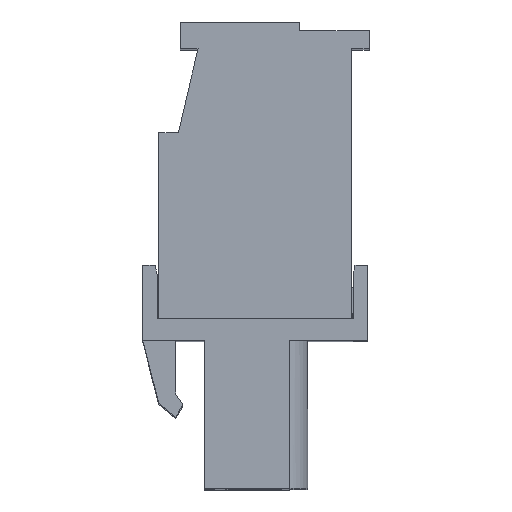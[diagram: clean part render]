
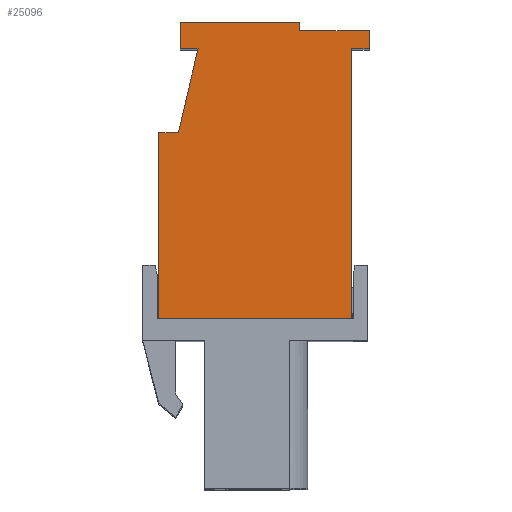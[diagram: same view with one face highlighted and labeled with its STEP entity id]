
A CAD part, top view. The second image highlights one B-rep face of the part: STEP entity #25096.
In plain terms, the highlighted planar face has unit normal (0, 0, 1).
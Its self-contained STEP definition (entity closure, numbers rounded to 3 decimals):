
#23676=CARTESIAN_POINT('',(-4.944,1.145,36.661));
#23677=VERTEX_POINT('',#23676);
#23687=CARTESIAN_POINT('',(-4.944,10.667,36.661));
#23688=VERTEX_POINT('',#23687);
#23689=CARTESIAN_POINT('',(-4.944,1.145,36.661));
#23690=CARTESIAN_POINT('',(-4.944,3.049,36.661));
#23691=CARTESIAN_POINT('',(-4.944,4.953,36.661));
#23692=CARTESIAN_POINT('',(-4.944,6.858,36.661));
#23693=CARTESIAN_POINT('',(-4.944,8.762,36.661));
#23694=CARTESIAN_POINT('',(-4.944,10.667,36.661));
#23695=B_SPLINE_CURVE_WITH_KNOTS('',5,(#23689,#23690,#23691,#23692,#23693,#23694),.UNSPECIFIED.,.F.,.U.,(6,6),(0.,10.4),.UNSPECIFIED.);
#23696=EDGE_CURVE('',#23677,#23688,#23695,.T.);
#23980=CARTESIAN_POINT('',(4.944,14.97,36.661));
#23981=VERTEX_POINT('',#23980);
#23991=CARTESIAN_POINT('',(4.944,1.145,36.661));
#23992=VERTEX_POINT('',#23991);
#23993=CARTESIAN_POINT('',(4.944,14.97,36.661));
#23994=CARTESIAN_POINT('',(4.944,12.205,36.661));
#23995=CARTESIAN_POINT('',(4.944,9.44,36.661));
#23996=CARTESIAN_POINT('',(4.944,6.675,36.661));
#23997=CARTESIAN_POINT('',(4.944,3.91,36.661));
#23998=CARTESIAN_POINT('',(4.944,1.145,36.661));
#23999=B_SPLINE_CURVE_WITH_KNOTS('',5,(#23993,#23994,#23995,#23996,#23997,#23998),.UNSPECIFIED.,.F.,.U.,(6,6),(0.,15.1),.UNSPECIFIED.);
#24000=EDGE_CURVE('',#23981,#23992,#23999,.T.);
#24153=CARTESIAN_POINT('',(-3.937,10.667,36.661));
#24154=VERTEX_POINT('',#24153);
#24155=CARTESIAN_POINT('',(-4.944,10.667,36.661));
#24156=CARTESIAN_POINT('',(-4.743,10.667,36.661));
#24157=CARTESIAN_POINT('',(-4.541,10.667,36.661));
#24158=CARTESIAN_POINT('',(-4.34,10.667,36.661));
#24159=CARTESIAN_POINT('',(-4.139,10.667,36.661));
#24160=CARTESIAN_POINT('',(-3.937,10.667,36.661));
#24161=B_SPLINE_CURVE_WITH_KNOTS('',5,(#24155,#24156,#24157,#24158,#24159,#24160),.UNSPECIFIED.,.F.,.U.,(6,6),(0.,1.1),.UNSPECIFIED.);
#24162=EDGE_CURVE('',#23688,#24154,#24161,.T.);
#24183=CARTESIAN_POINT('',(-2.93,14.97,36.661));
#24184=VERTEX_POINT('',#24183);
#24185=CARTESIAN_POINT('',(-3.937,10.667,36.661));
#24186=CARTESIAN_POINT('',(-3.736,11.528,36.661));
#24187=CARTESIAN_POINT('',(-3.534,12.388,36.661));
#24188=CARTESIAN_POINT('',(-3.333,13.249,36.661));
#24189=CARTESIAN_POINT('',(-3.131,14.11,36.661));
#24190=CARTESIAN_POINT('',(-2.93,14.97,36.661));
#24191=B_SPLINE_CURVE_WITH_KNOTS('',5,(#24185,#24186,#24187,#24188,#24189,#24190),.UNSPECIFIED.,.F.,.U.,(6,6),(0.,4.827),.UNSPECIFIED.);
#24192=EDGE_CURVE('',#24154,#24184,#24191,.T.);
#24213=CARTESIAN_POINT('',(-3.846,14.97,36.661));
#24214=VERTEX_POINT('',#24213);
#24215=CARTESIAN_POINT('',(-2.93,14.97,36.661));
#24216=CARTESIAN_POINT('',(-3.113,14.97,36.661));
#24217=CARTESIAN_POINT('',(-3.296,14.97,36.661));
#24218=CARTESIAN_POINT('',(-3.479,14.97,36.661));
#24219=CARTESIAN_POINT('',(-3.662,14.97,36.661));
#24220=CARTESIAN_POINT('',(-3.846,14.97,36.661));
#24221=B_SPLINE_CURVE_WITH_KNOTS('',5,(#24215,#24216,#24217,#24218,#24219,#24220),.UNSPECIFIED.,.F.,.U.,(6,6),(0.,1.),.UNSPECIFIED.);
#24222=EDGE_CURVE('',#24184,#24214,#24221,.T.);
#24243=CARTESIAN_POINT('',(-3.846,16.344,36.661));
#24244=VERTEX_POINT('',#24243);
#24245=CARTESIAN_POINT('',(-3.846,14.97,36.661));
#24246=CARTESIAN_POINT('',(-3.846,15.245,36.661));
#24247=CARTESIAN_POINT('',(-3.846,15.52,36.661));
#24248=CARTESIAN_POINT('',(-3.846,15.794,36.661));
#24249=CARTESIAN_POINT('',(-3.846,16.069,36.661));
#24250=CARTESIAN_POINT('',(-3.846,16.344,36.661));
#24251=B_SPLINE_CURVE_WITH_KNOTS('',5,(#24245,#24246,#24247,#24248,#24249,#24250),.UNSPECIFIED.,.F.,.U.,(6,6),(0.,1.5),.UNSPECIFIED.);
#24252=EDGE_CURVE('',#24214,#24244,#24251,.T.);
#24273=CARTESIAN_POINT('',(2.289,16.344,36.661));
#24274=VERTEX_POINT('',#24273);
#24275=CARTESIAN_POINT('',(-3.846,16.344,36.661));
#24276=CARTESIAN_POINT('',(-2.619,16.344,36.661));
#24277=CARTESIAN_POINT('',(-1.392,16.344,36.661));
#24278=CARTESIAN_POINT('',(-0.165,16.344,36.661));
#24279=CARTESIAN_POINT('',(1.062,16.344,36.661));
#24280=CARTESIAN_POINT('',(2.289,16.344,36.661));
#24281=B_SPLINE_CURVE_WITH_KNOTS('',5,(#24275,#24276,#24277,#24278,#24279,#24280),.UNSPECIFIED.,.F.,.U.,(6,6),(0.,6.7),.UNSPECIFIED.);
#24282=EDGE_CURVE('',#24244,#24274,#24281,.T.);
#24529=CARTESIAN_POINT('',(2.289,15.886,36.661));
#24530=VERTEX_POINT('',#24529);
#24531=CARTESIAN_POINT('',(2.289,16.344,36.661));
#24532=CARTESIAN_POINT('',(2.289,16.252,36.661));
#24533=CARTESIAN_POINT('',(2.289,16.161,36.661));
#24534=CARTESIAN_POINT('',(2.289,16.069,36.661));
#24535=CARTESIAN_POINT('',(2.289,15.977,36.661));
#24536=CARTESIAN_POINT('',(2.289,15.886,36.661));
#24537=B_SPLINE_CURVE_WITH_KNOTS('',5,(#24531,#24532,#24533,#24534,#24535,#24536),.UNSPECIFIED.,.F.,.U.,(6,6),(0.,0.5),.UNSPECIFIED.);
#24538=EDGE_CURVE('',#24274,#24530,#24537,.T.);
#24559=CARTESIAN_POINT('',(5.86,15.886,36.661));
#24560=VERTEX_POINT('',#24559);
#24561=CARTESIAN_POINT('',(2.289,15.886,36.661));
#24562=CARTESIAN_POINT('',(3.003,15.886,36.661));
#24563=CARTESIAN_POINT('',(3.717,15.886,36.661));
#24564=CARTESIAN_POINT('',(4.432,15.886,36.661));
#24565=CARTESIAN_POINT('',(5.146,15.886,36.661));
#24566=CARTESIAN_POINT('',(5.86,15.886,36.661));
#24567=B_SPLINE_CURVE_WITH_KNOTS('',5,(#24561,#24562,#24563,#24564,#24565,#24566),.UNSPECIFIED.,.F.,.U.,(6,6),(0.,3.9),.UNSPECIFIED.);
#24568=EDGE_CURVE('',#24530,#24560,#24567,.T.);
#24589=CARTESIAN_POINT('',(5.86,14.97,36.661));
#24590=VERTEX_POINT('',#24589);
#24591=CARTESIAN_POINT('',(5.86,15.886,36.661));
#24592=CARTESIAN_POINT('',(5.86,15.703,36.661));
#24593=CARTESIAN_POINT('',(5.86,15.52,36.661));
#24594=CARTESIAN_POINT('',(5.86,15.336,36.661));
#24595=CARTESIAN_POINT('',(5.86,15.153,36.661));
#24596=CARTESIAN_POINT('',(5.86,14.97,36.661));
#24597=B_SPLINE_CURVE_WITH_KNOTS('',5,(#24591,#24592,#24593,#24594,#24595,#24596),.UNSPECIFIED.,.F.,.U.,(6,6),(0.,1.),.UNSPECIFIED.);
#24598=EDGE_CURVE('',#24560,#24590,#24597,.T.);
#24619=CARTESIAN_POINT('',(5.86,14.97,36.661));
#24620=CARTESIAN_POINT('',(5.677,14.97,36.661));
#24621=CARTESIAN_POINT('',(5.494,14.97,36.661));
#24622=CARTESIAN_POINT('',(5.311,14.97,36.661));
#24623=CARTESIAN_POINT('',(5.127,14.97,36.661));
#24624=CARTESIAN_POINT('',(4.944,14.97,36.661));
#24625=B_SPLINE_CURVE_WITH_KNOTS('',5,(#24619,#24620,#24621,#24622,#24623,#24624),.UNSPECIFIED.,.F.,.U.,(6,6),(0.,1.),.UNSPECIFIED.);
#24626=EDGE_CURVE('',#24590,#23981,#24625,.T.);
#24667=CARTESIAN_POINT('',(2.655,1.145,36.661));
#24668=VERTEX_POINT('',#24667);
#24669=CARTESIAN_POINT('',(4.944,1.145,36.661));
#24670=CARTESIAN_POINT('',(4.486,1.145,36.661));
#24671=CARTESIAN_POINT('',(4.029,1.145,36.661));
#24672=CARTESIAN_POINT('',(3.571,1.145,36.661));
#24673=CARTESIAN_POINT('',(3.113,1.145,36.661));
#24674=CARTESIAN_POINT('',(2.655,1.145,36.661));
#24675=B_SPLINE_CURVE_WITH_KNOTS('',5,(#24669,#24670,#24671,#24672,#24673,#24674),.UNSPECIFIED.,.F.,.U.,(6,6),(0.,2.5),.UNSPECIFIED.);
#24676=EDGE_CURVE('',#23992,#24668,#24675,.T.);
#24678=CARTESIAN_POINT('',(-2.655,1.145,36.661));
#24679=VERTEX_POINT('',#24678);
#24680=CARTESIAN_POINT('',(2.655,1.145,36.661));
#24681=DIRECTION('',(-1.,0.,0.));
#24682=VECTOR('',#24681,5.311);
#24683=LINE('',#24680,#24682);
#24684=EDGE_CURVE('',#24668,#24679,#24683,.T.);
#24686=CARTESIAN_POINT('',(-2.655,1.145,36.661));
#24687=CARTESIAN_POINT('',(-3.113,1.145,36.661));
#24688=CARTESIAN_POINT('',(-3.571,1.145,36.661));
#24689=CARTESIAN_POINT('',(-4.029,1.145,36.661));
#24690=CARTESIAN_POINT('',(-4.486,1.145,36.661));
#24691=CARTESIAN_POINT('',(-4.944,1.145,36.661));
#24692=B_SPLINE_CURVE_WITH_KNOTS('',5,(#24686,#24687,#24688,#24689,#24690,#24691),.UNSPECIFIED.,.F.,.U.,(6,6),(0.,2.5),.UNSPECIFIED.);
#24693=EDGE_CURVE('',#24679,#23677,#24692,.T.);
#25075=CARTESIAN_POINT('',(0.458,8.744,36.661));
#25076=DIRECTION('',(-1.,0.,0.));
#25077=DIRECTION('',(0.,0.,1.));
#25078=AXIS2_PLACEMENT_3D('',#25075,#25077,#25076);
#25079=PLANE('',#25078);
#25080=ORIENTED_EDGE('',*,*,#24676,.F.);
#25081=ORIENTED_EDGE('',*,*,#24000,.F.);
#25082=ORIENTED_EDGE('',*,*,#24626,.F.);
#25083=ORIENTED_EDGE('',*,*,#24598,.F.);
#25084=ORIENTED_EDGE('',*,*,#24568,.F.);
#25085=ORIENTED_EDGE('',*,*,#24538,.F.);
#25086=ORIENTED_EDGE('',*,*,#24282,.F.);
#25087=ORIENTED_EDGE('',*,*,#24252,.F.);
#25088=ORIENTED_EDGE('',*,*,#24222,.F.);
#25089=ORIENTED_EDGE('',*,*,#24192,.F.);
#25090=ORIENTED_EDGE('',*,*,#24162,.F.);
#25091=ORIENTED_EDGE('',*,*,#23696,.F.);
#25092=ORIENTED_EDGE('',*,*,#24693,.F.);
#25093=ORIENTED_EDGE('',*,*,#24684,.F.);
#25094=EDGE_LOOP('',(#25080,#25081,#25082,#25083,#25084,#25085,#25086,#25087,#25088,#25089,#25090,#25091,#25092,#25093));
#25095=FACE_OUTER_BOUND('',#25094,.T.);
#25096=ADVANCED_FACE('',(#25095),#25079,.T.);
